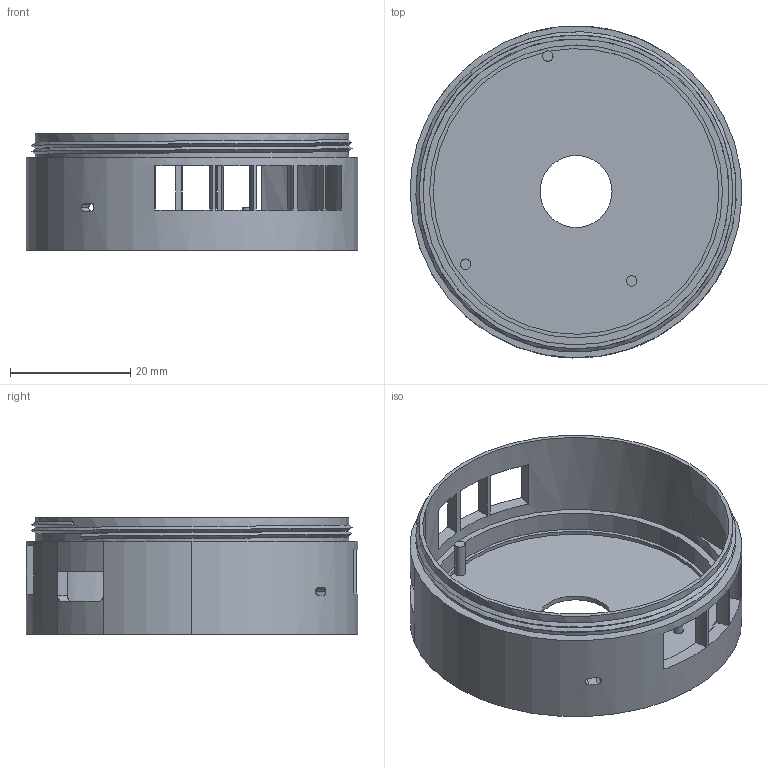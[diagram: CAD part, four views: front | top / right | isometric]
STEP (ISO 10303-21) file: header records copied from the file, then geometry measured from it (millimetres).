
FILE_DESCRIPTION(('HOOPS Exchange Step'),'2;1');
FILE_NAME('temp_export','2023-04-01T18:52:01+02:00',('alessandro'),('Shapr3D Limited'),'HOOPS Exchange 2022.2','Shapr3D','Authorized');
FILE_SCHEMA( ('AUTOMOTIVE_DESIGN { 1 0 10303 214 1 1 1 1 }') );
Length unit declared in the file: millimetre
Products named in the file (1): root
Bounding box: 55.28 x 55.3 x 19.4 mm (x, y, z)
Volume: 7352.4 mm3; surface area: 10830.5 mm2
Topology: 1 solids, 1 shells, 72 faces, 203 edges, 138 vertices
Faces by surface type: plane 43, cylinder 27, bspline 2
Full cylindrical faces by diameter (mm): 1.73 x3, 12 x1, 48.8 x1, 51 x1, 52.29 x2
Entity records: 4136 total; most frequent: CARTESIAN_POINT 2168, DIRECTION 408, ORIENTED_EDGE 406, EDGE_CURVE 203, AXIS2_PLACEMENT_3D 159, VERTEX_POINT 138, EDGE_LOOP 99, FACE_BOUND 99
